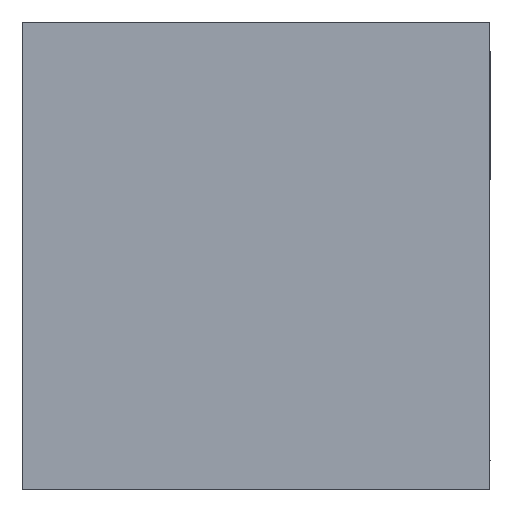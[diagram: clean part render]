
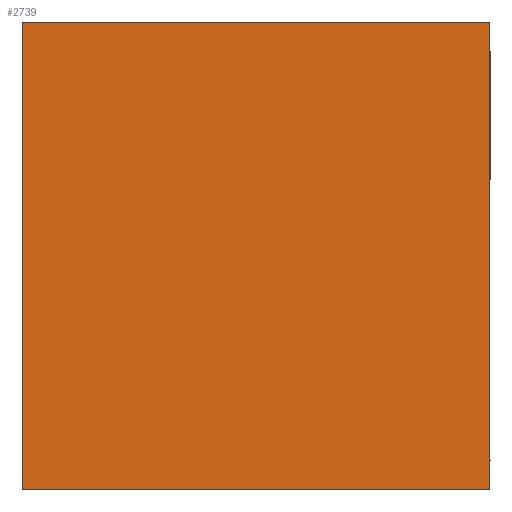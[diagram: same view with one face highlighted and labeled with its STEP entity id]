
A CAD part, front view. The second image highlights one B-rep face of the part: STEP entity #2739.
In plain terms, the highlighted planar face has unit normal (0, -1, 0).
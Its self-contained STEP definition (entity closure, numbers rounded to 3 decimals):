
#402=ORIENTED_EDGE('',*,*,#1064,.T.);
#403=ORIENTED_EDGE('',*,*,#1065,.T.);
#404=ORIENTED_EDGE('',*,*,#1066,.T.);
#405=ORIENTED_EDGE('',*,*,#1067,.T.);
#1064=EDGE_CURVE('',#1400,#1401,#1706,.T.);
#1065=EDGE_CURVE('',#1401,#1402,#1707,.T.);
#1066=EDGE_CURVE('',#1402,#1403,#1708,.T.);
#1067=EDGE_CURVE('',#1403,#1400,#1709,.T.);
#1400=VERTEX_POINT('',#4652);
#1401=VERTEX_POINT('',#4653);
#1402=VERTEX_POINT('',#4655);
#1403=VERTEX_POINT('',#4657);
#1706=LINE('',#4651,#2066);
#1707=LINE('',#4654,#2067);
#1708=LINE('',#4656,#2068);
#1709=LINE('',#4658,#2069);
#2066=VECTOR('',#3883,1000.);
#2067=VECTOR('',#3884,1000.);
#2068=VECTOR('',#3885,1000.);
#2069=VECTOR('',#3886,1000.);
#2317=EDGE_LOOP('',(#402,#403,#404,#405));
#2467=FACE_BOUND('',#2317,.T.);
#2607=PLANE('',#3452);
#2739=ADVANCED_FACE('',(#2467),#2607,.T.);
#3452=AXIS2_PLACEMENT_3D('',#4650,#3881,#3882);
#3881=DIRECTION('',(0.,-1.,0.));
#3882=DIRECTION('',(0.,0.,-1.));
#3883=DIRECTION('',(1.,0.,0.));
#3884=DIRECTION('',(0.,0.,1.));
#3885=DIRECTION('',(-1.,0.,0.));
#3886=DIRECTION('',(0.,0.,-1.));
#4650=CARTESIAN_POINT('',(-28.24,-0.3,68.511));
#4651=CARTESIAN_POINT('',(-29.04,-0.3,68.511));
#4652=CARTESIAN_POINT('',(-29.04,-0.3,68.511));
#4653=CARTESIAN_POINT('',(-28.24,-0.3,68.511));
#4654=CARTESIAN_POINT('',(-28.24,-0.3,68.511));
#4655=CARTESIAN_POINT('',(-28.24,-0.3,69.311));
#4656=CARTESIAN_POINT('',(-28.24,-0.3,69.311));
#4657=CARTESIAN_POINT('',(-29.04,-0.3,69.311));
#4658=CARTESIAN_POINT('',(-29.04,-0.3,69.311));
